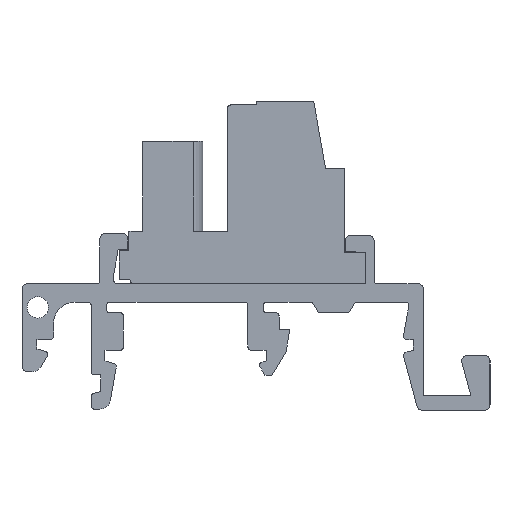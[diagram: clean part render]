
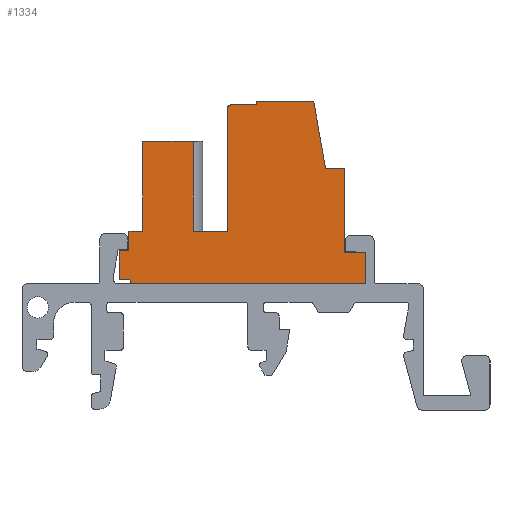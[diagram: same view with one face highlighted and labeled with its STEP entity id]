
A CAD part, left-side view. The second image highlights one B-rep face of the part: STEP entity #1334.
In plain terms, the highlighted planar face has unit normal (-1, 0, 0).
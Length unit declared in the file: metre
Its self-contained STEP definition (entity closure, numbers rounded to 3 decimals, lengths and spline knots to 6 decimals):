
#1334=ADVANCED_FACE('',(#3286),#3287,.F.);
#3286=FACE_OUTER_BOUND('',#5925,.T.);
#3287=PLANE('',#5926);
#5925=EDGE_LOOP('',(#10072,#10073,#10074,#10075,#10076,#10077,#10078,#10079,#10080,#10081,#10082,#10083,#10084,#10085,#10086,#10087,#10088,#10089,#10090,#10091,#10092));
#5926=AXIS2_PLACEMENT_3D('',#10093,#10094,#10095);
#10072=ORIENTED_EDGE('',*,*,#16557,.F.);
#10073=ORIENTED_EDGE('',*,*,#16558,.T.);
#10074=ORIENTED_EDGE('',*,*,#16559,.T.);
#10075=ORIENTED_EDGE('',*,*,#16560,.F.);
#10076=ORIENTED_EDGE('',*,*,#16561,.T.);
#10077=ORIENTED_EDGE('',*,*,#16552,.T.);
#10078=ORIENTED_EDGE('',*,*,#16562,.F.);
#10079=ORIENTED_EDGE('',*,*,#16563,.F.);
#10080=ORIENTED_EDGE('',*,*,#16564,.F.);
#10081=ORIENTED_EDGE('',*,*,#16565,.T.);
#10082=ORIENTED_EDGE('',*,*,#16566,.F.);
#10083=ORIENTED_EDGE('',*,*,#16567,.F.);
#10084=ORIENTED_EDGE('',*,*,#16568,.F.);
#10085=ORIENTED_EDGE('',*,*,#16569,.F.);
#10086=ORIENTED_EDGE('',*,*,#16570,.T.);
#10087=ORIENTED_EDGE('',*,*,#16547,.F.);
#10088=ORIENTED_EDGE('',*,*,#16571,.F.);
#10089=ORIENTED_EDGE('',*,*,#16572,.T.);
#10090=ORIENTED_EDGE('',*,*,#16573,.F.);
#10091=ORIENTED_EDGE('',*,*,#16574,.T.);
#10092=ORIENTED_EDGE('',*,*,#16575,.T.);
#10093=CARTESIAN_POINT('',(0.032709,0.18105,0.089516));
#10094=DIRECTION('',(1.0,0.,0.));
#10095=DIRECTION('',(0.,1.0,0.0));
#16547=EDGE_CURVE('',#20326,#20328,#20329,.T.);
#16552=EDGE_CURVE('',#20336,#20334,#20337,.T.);
#16557=EDGE_CURVE('',#20344,#20345,#20346,.T.);
#16558=EDGE_CURVE('',#20344,#20347,#20348,.T.);
#16559=EDGE_CURVE('',#20347,#20349,#20350,.T.);
#16560=EDGE_CURVE('',#20351,#20349,#20352,.T.);
#16561=EDGE_CURVE('',#20351,#20336,#20353,.T.);
#16562=EDGE_CURVE('',#20354,#20334,#20355,.T.);
#16563=EDGE_CURVE('',#20356,#20354,#20357,.T.);
#16564=EDGE_CURVE('',#20358,#20356,#20359,.T.);
#16565=EDGE_CURVE('',#20358,#20360,#20361,.T.);
#16566=EDGE_CURVE('',#20362,#20360,#20363,.T.);
#16567=EDGE_CURVE('',#20364,#20362,#20365,.T.);
#16568=EDGE_CURVE('',#20366,#20364,#20367,.T.);
#16569=EDGE_CURVE('',#20368,#20366,#20369,.T.);
#16570=EDGE_CURVE('',#20368,#20328,#20370,.T.);
#16571=EDGE_CURVE('',#20371,#20326,#20372,.T.);
#16572=EDGE_CURVE('',#20371,#20373,#20374,.T.);
#16573=EDGE_CURVE('',#20375,#20373,#20376,.T.);
#16574=EDGE_CURVE('',#20375,#20377,#20378,.T.);
#16575=EDGE_CURVE('',#20377,#20345,#20379,.T.);
#20326=VERTEX_POINT('',#25470);
#20328=VERTEX_POINT('',#25473);
#20329=LINE('',#25474,#25475);
#20334=VERTEX_POINT('',#25482);
#20336=VERTEX_POINT('',#25485);
#20337=LINE('',#25486,#25487);
#20344=VERTEX_POINT('',#25496);
#20345=VERTEX_POINT('',#25497);
#20346=CIRCLE('',#25498,0.0004);
#20347=VERTEX_POINT('',#25499);
#20348=LINE('',#25500,#25501);
#20349=VERTEX_POINT('',#25502);
#20350=LINE('',#25503,#25504);
#20351=VERTEX_POINT('',#25505);
#20352=LINE('',#25506,#25507);
#20353=LINE('',#25508,#25509);
#20354=VERTEX_POINT('',#25510);
#20355=LINE('',#25511,#25512);
#20356=VERTEX_POINT('',#25513);
#20357=LINE('',#25514,#25515);
#20358=VERTEX_POINT('',#25516);
#20359=LINE('',#25517,#25518);
#20360=VERTEX_POINT('',#25519);
#20361=LINE('',#25520,#25521);
#20362=VERTEX_POINT('',#25522);
#20363=CIRCLE('',#25523,0.0003);
#20364=VERTEX_POINT('',#25524);
#20365=LINE('',#25525,#25526);
#20366=VERTEX_POINT('',#25527);
#20367=LINE('',#25528,#25529);
#20368=VERTEX_POINT('',#25530);
#20369=LINE('',#25531,#25532);
#20370=LINE('',#25533,#25534);
#20371=VERTEX_POINT('',#25535);
#20372=LINE('',#25536,#25537);
#20373=VERTEX_POINT('',#25538);
#20374=LINE('',#25539,#25540);
#20375=VERTEX_POINT('',#25541);
#20376=LINE('',#25542,#25543);
#20377=VERTEX_POINT('',#25544);
#20378=LINE('',#25545,#25546);
#20379=LINE('',#25547,#25548);
#25470=CARTESIAN_POINT('',(0.032709,0.18075,0.092416));
#25473=CARTESIAN_POINT('',(0.032709,0.18075,0.100816));
#25474=CARTESIAN_POINT('',(0.032709,0.18075,0.089516));
#25475=VECTOR('',#30008,1.0);
#25482=CARTESIAN_POINT('',(0.032709,0.163682,0.098266));
#25485=CARTESIAN_POINT('',(0.032709,0.16195,0.098266));
#25486=CARTESIAN_POINT('',(0.032709,0.16195,0.098266));
#25487=VECTOR('',#30012,1.0);
#25496=CARTESIAN_POINT('',(0.032709,0.18155,0.087516));
#25497=CARTESIAN_POINT('',(0.032709,0.18195,0.087916));
#25498=AXIS2_PLACEMENT_3D('',#30018,#30019,#30020);
#25499=CARTESIAN_POINT('',(0.032709,0.15995,0.087516));
#25500=CARTESIAN_POINT('',(0.032709,0.18195,0.087516));
#25501=VECTOR('',#30021,1.0);
#25502=CARTESIAN_POINT('',(0.032709,0.15995,0.090416));
#25503=CARTESIAN_POINT('',(0.032709,0.15995,0.087616));
#25504=VECTOR('',#30022,1.0);
#25505=CARTESIAN_POINT('',(0.032709,0.16195,0.090416));
#25506=CARTESIAN_POINT('',(0.032709,0.18105,0.090416));
#25507=VECTOR('',#30023,1.0);
#25508=CARTESIAN_POINT('',(0.032709,0.16195,0.089516));
#25509=VECTOR('',#30024,1.0);
#25510=CARTESIAN_POINT('',(0.032709,0.164784,0.104516));
#25511=CARTESIAN_POINT('',(0.032709,0.164699,0.104032));
#25512=VECTOR('',#30025,1.0);
#25513=CARTESIAN_POINT('',(0.032709,0.1701,0.104516));
#25514=CARTESIAN_POINT('',(0.032709,0.16195,0.104516));
#25515=VECTOR('',#30026,1.0);
#25516=CARTESIAN_POINT('',(0.032709,0.1701,0.104216));
#25517=CARTESIAN_POINT('',(0.032709,0.1701,0.104215));
#25518=VECTOR('',#30027,1.0);
#25519=CARTESIAN_POINT('',(0.032709,0.17255,0.104216));
#25520=CARTESIAN_POINT('',(0.032709,0.16195,0.104216));
#25521=VECTOR('',#30028,1.0);
#25522=CARTESIAN_POINT('',(0.032709,0.17285,0.103916));
#25523=AXIS2_PLACEMENT_3D('',#30029,#30030,#30031);
#25524=CARTESIAN_POINT('',(0.032709,0.17285,0.092416));
#25525=CARTESIAN_POINT('',(0.032709,0.17285,0.089516));
#25526=VECTOR('',#30032,1.0);
#25527=CARTESIAN_POINT('',(0.032709,0.17605,0.092416));
#25528=CARTESIAN_POINT('',(0.032709,0.17495,0.092416));
#25529=VECTOR('',#30033,1.0);
#25530=CARTESIAN_POINT('',(0.032709,0.17605,0.100816));
#25531=CARTESIAN_POINT('',(0.032709,0.17605,0.089516));
#25532=VECTOR('',#30034,1.0);
#25533=CARTESIAN_POINT('',(0.032709,0.18085,0.100816));
#25534=VECTOR('',#30035,1.0);
#25535=CARTESIAN_POINT('',(0.032709,0.18205,0.092416));
#25536=CARTESIAN_POINT('',(0.032709,0.17495,0.092416));
#25537=VECTOR('',#30036,1.0);
#25538=CARTESIAN_POINT('',(0.032709,0.18205,0.090616));
#25539=CARTESIAN_POINT('',(0.032709,0.18205,0.090616));
#25540=VECTOR('',#30037,1.0);
#25541=CARTESIAN_POINT('',(0.032709,0.18295,0.090616));
#25542=CARTESIAN_POINT('',(0.032709,0.18195,0.090616));
#25543=VECTOR('',#30038,1.0);
#25544=CARTESIAN_POINT('',(0.032709,0.18295,0.087916));
#25545=CARTESIAN_POINT('',(0.032709,0.18295,0.104416));
#25546=VECTOR('',#30039,1.0);
#25547=CARTESIAN_POINT('',(0.032709,0.18105,0.087916));
#25548=VECTOR('',#30040,1.0);
#30008=DIRECTION('',(0.,0.,1.0));
#30012=DIRECTION('',(0.,1.0,0.));
#30018=CARTESIAN_POINT('',(0.032709,0.18155,0.087916));
#30019=DIRECTION('',(1.0,0.,0.));
#30020=DIRECTION('',(0.,0.,1.0));
#30021=DIRECTION('',(0.,-1.0,0.));
#30022=DIRECTION('',(0.,0.,1.0));
#30023=DIRECTION('',(0.,-1.0,0.0));
#30024=DIRECTION('',(0.,0.,1.0));
#30025=DIRECTION('',(0.,-0.174,-0.985));
#30026=DIRECTION('',(0.,-1.0,0.));
#30027=DIRECTION('',(0.,0.,1.0));
#30028=DIRECTION('',(0.,1.0,0.));
#30029=CARTESIAN_POINT('',(0.032709,0.17255,0.103916));
#30030=DIRECTION('',(1.0,0.,0.));
#30031=DIRECTION('',(0.,0.,1.0));
#30032=DIRECTION('',(0.,0.,1.0));
#30033=DIRECTION('',(0.,-1.0,0.));
#30034=DIRECTION('',(0.,0.,-1.0));
#30035=DIRECTION('',(0.,1.0,0.));
#30036=DIRECTION('',(0.,-1.0,0.));
#30037=DIRECTION('',(0.,0.,-1.0));
#30038=DIRECTION('',(0.,-1.0,0.));
#30039=DIRECTION('',(0.,0.,-1.0));
#30040=DIRECTION('',(0.,-1.0,0.0));
